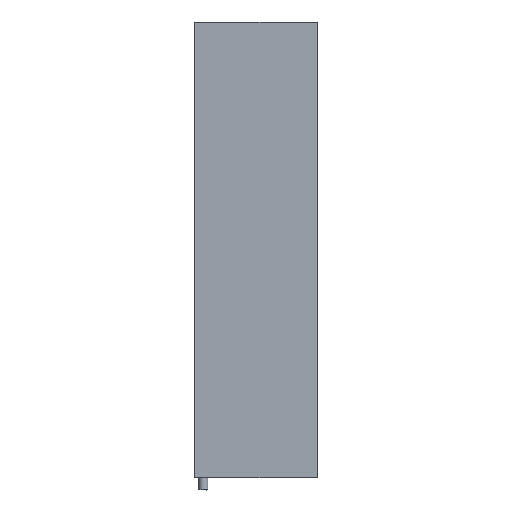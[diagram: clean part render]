
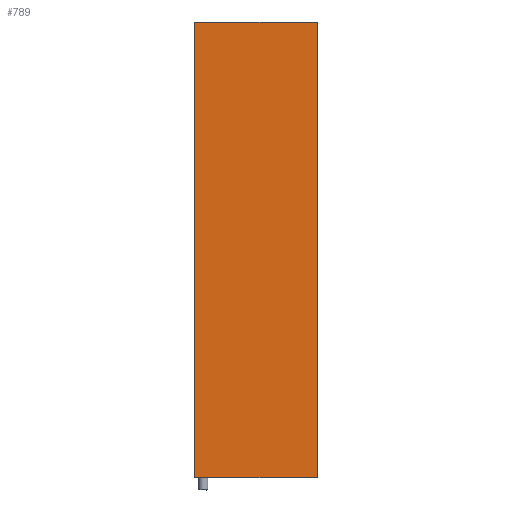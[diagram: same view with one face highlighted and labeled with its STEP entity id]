
A CAD part, top view. The second image highlights one B-rep face of the part: STEP entity #789.
In plain terms, the highlighted planar face has unit normal (0, 0, 1).
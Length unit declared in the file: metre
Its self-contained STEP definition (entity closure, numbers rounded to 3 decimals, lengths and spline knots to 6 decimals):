
#789 = ADVANCED_FACE( '', ( #2671 ), #2672, .T. );
#2671 = FACE_OUTER_BOUND( '', #4828, .T. );
#2672 = PLANE( '', #4829 );
#4828 = EDGE_LOOP( '', ( #10974, #10975, #10976, #10977 ) );
#4829 = AXIS2_PLACEMENT_3D( '', #10978, #10979, #10980 );
#10974 = ORIENTED_EDGE( '', *, *, #13581, .F. );
#10975 = ORIENTED_EDGE( '', *, *, #14577, .F. );
#10976 = ORIENTED_EDGE( '', *, *, #13794, .T. );
#10977 = ORIENTED_EDGE( '', *, *, #14561, .T. );
#10978 = CARTESIAN_POINT( '', ( 0.114, 0.8519, 0. ) );
#10979 = DIRECTION( '', ( 0., 0., 1. ) );
#10980 = DIRECTION( '', ( 1., 0., 0. ) );
#13581 = EDGE_CURVE( '', #16612, #16614, #16615, .T. );
#13794 = EDGE_CURVE( '', #16949, #16947, #16950, .T. );
#14561 = EDGE_CURVE( '', #16947, #16614, #18149, .T. );
#14577 = EDGE_CURVE( '', #16949, #16612, #18172, .T. );
#16612 = VERTEX_POINT( '', #20933 );
#16614 = VERTEX_POINT( '', #20936 );
#16615 = LINE( '', #20937, #20938 );
#16947 = VERTEX_POINT( '', #21450 );
#16949 = VERTEX_POINT( '', #21453 );
#16950 = LINE( '', #21454, #21455 );
#18149 = LINE( '', #23169, #23170 );
#18172 = LINE( '', #23205, #23206 );
#20933 = CARTESIAN_POINT( '', ( 0.114, 0.0001, 0. ) );
#20936 = CARTESIAN_POINT( '', ( -0.114, 0.0001, 0. ) );
#20937 = CARTESIAN_POINT( '', ( 0.114, 0.0001, 0. ) );
#20938 = VECTOR( '', #25825, 1. );
#21450 = CARTESIAN_POINT( '', ( -0.114, 0.8519, 0. ) );
#21453 = CARTESIAN_POINT( '', ( 0.114, 0.8519, 0. ) );
#21454 = CARTESIAN_POINT( '', ( 0.114, 0.8519, 0. ) );
#21455 = VECTOR( '', #26100, 1. );
#23169 = CARTESIAN_POINT( '', ( -0.114, 0.8519, 0. ) );
#23170 = VECTOR( '', #27369, 1. );
#23205 = CARTESIAN_POINT( '', ( 0.114, 0.8519, 0. ) );
#23206 = VECTOR( '', #27391, 1. );
#25825 = DIRECTION( '', ( -1., 0., 0. ) );
#26100 = DIRECTION( '', ( -1., 0., 0. ) );
#27369 = DIRECTION( '', ( 0., -1., 0. ) );
#27391 = DIRECTION( '', ( 0., -1., 0. ) );
